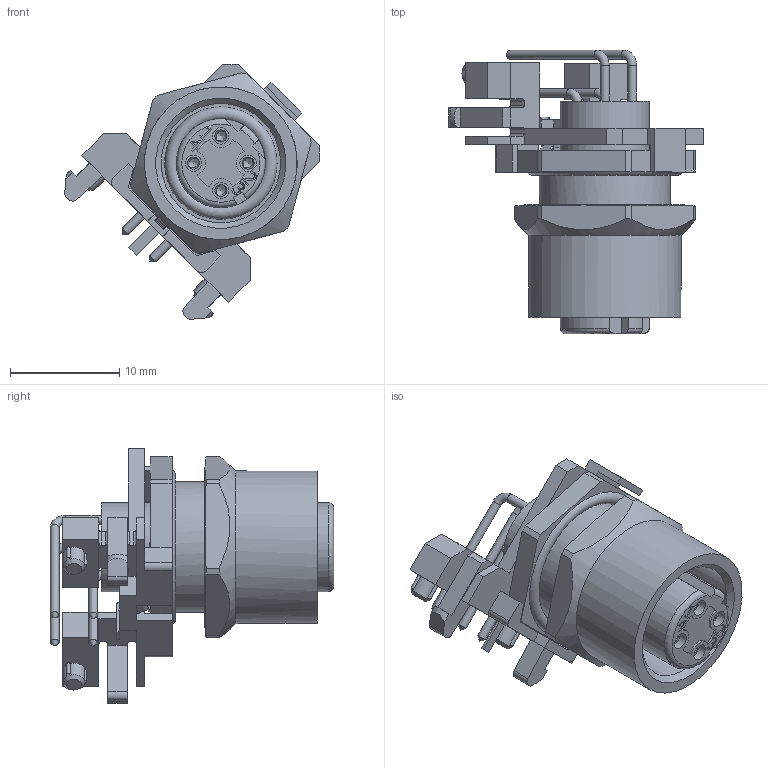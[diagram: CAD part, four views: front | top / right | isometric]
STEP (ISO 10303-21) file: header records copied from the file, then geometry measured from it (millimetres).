
FILE_DESCRIPTION(/* description */ (''),/* implementation_level */ '2;1');
FILE_NAME(/* name */ '43-01229_43K1A543.stp',/* time_stamp */ '2016-02-22T20:14:10+01:00',/* author */ ('Bodos'),/* organization */ (''),/* preprocessor_version */ 'ST-DEVELOPER v15.6',/* originating_system */ 'Autodesk Inventor 2015',/* authorisation */ '');
FILE_SCHEMA (('AUTOMOTIVE_DESIGN { 1 0 10303 214 3 1 1 }'));
Length unit declared in the file: centimetre
Products named in the file (1): 43K1A543
Bounding box: 23.31 x 25.96 x 23.31 mm (x, y, z)
Volume: 55.9 mm3; surface area: 4278.4 mm2
Topology: 7 solids, 11 shells, 458 faces, 1198 edges, 754 vertices
Faces by surface type: plane 242, cylinder 121, bspline 49, torus 25, cone 21
Full cylindrical faces by diameter (mm): 0.8 x6, 1.1 x4, 1.5 x4, 1.6 x8, 1.7 x9, 8.15 x2, 8.2 x3, 8.5 x2, 10 x2, 10.92 x1, 12 x2, 14 x1
Entity records: 14214 total; most frequent: CARTESIAN_POINT 3278, ORIENTED_EDGE 2136, DIRECTION 2065, EDGE_CURVE 1063, VERTEX_POINT 713, AXIS2_PLACEMENT_3D 708, LINE 649, VECTOR 649
